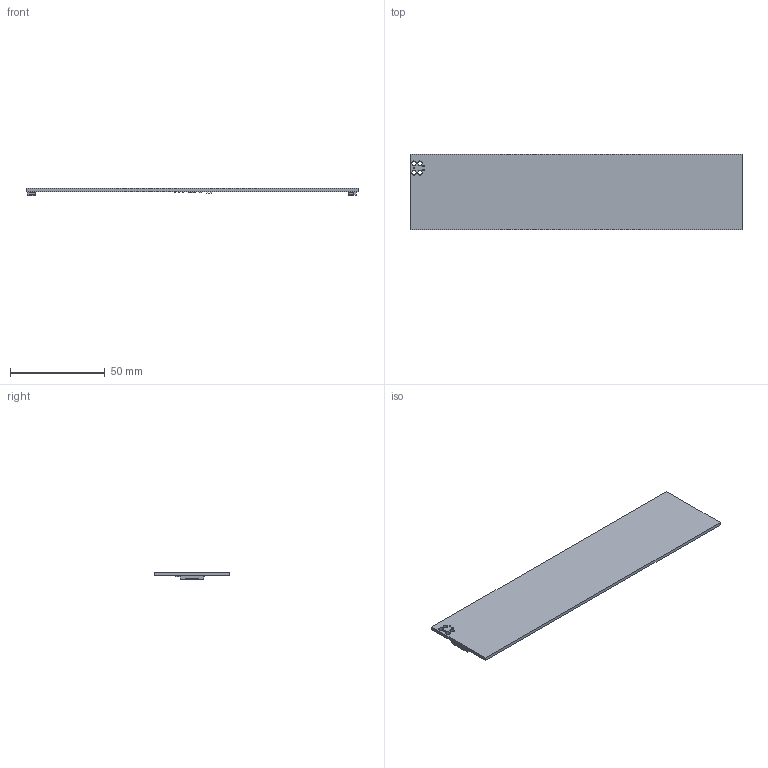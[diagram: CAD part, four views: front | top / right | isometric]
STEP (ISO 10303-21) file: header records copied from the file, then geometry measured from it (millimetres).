
FILE_DESCRIPTION(('Open CASCADE Model'),'2;1');
FILE_NAME('Open CASCADE Shape Model','2019-07-03T22:24:18',('Author'),( 'Open CASCADE'),'Open CASCADE STEP processor 6.8','Open CASCADE 6.8' ,'Unknown');
FILE_SCHEMA(('AUTOMOTIVE_DESIGN { 1 0 10303 214 1 1 1 1 }'));
Length unit declared in the file: millimetre
Products named in the file (50): PCB; Board; Open CASCADE STEP translator 6.8 2.1.1; R9; 6149467456; Extruded; 6149467216; R8; 6149471056; 6149470656; R7; R6; R5; R4; R3; J2; 68711214022; 6871xx14022_PIN; 6871xx14022_Patte; 6871xx14022_Patte_2; 68711214022_CAP; J1; R2; 5877962032; Mid_Body; Terminal; Open_CASCADE_STEP_translator_6.8_2.2.1; Mark; R1; 5877970912; IC1; 5877966112; Body; ThermalPin; PinsArrayLR; PinsArrayTB; C2; 6149468496; 6149469136; C1
Assembly tree (84 placements, depth 5):
  PCB
    Board
      Open CASCADE STEP translator 6.8 2.1.1
    R9
      6149467456  x2
        Extruded
      6149467216
        Extruded
    R8
      6149471056  x2
        Extruded
      6149470656
        Extruded
    R7
      6149467456  x2
        Extruded
      6149467216
        Extruded
    R6
      6149471056  x2
        Extruded
      6149470656
        Extruded
    R5
      6149471056  x2
        Extruded
      6149470656
        Extruded
    R4
      6149471056  x2
        Extruded
      6149470656
        Extruded
    R3
      6149471056  x2
        Extruded
      6149470656
        Extruded
    J2
      68711214022
        68711214022
        6871xx14022_PIN  x12
        6871xx14022_Patte
        6871xx14022_Patte_2
        68711214022_CAP
    J1
      68711214022
        68711214022
        6871xx14022_PIN  x12
        6871xx14022_Patte
        6871xx14022_Patte_2
        68711214022_CAP
    R2
      5877962032
        Mid_Body
        Terminal  x2
          Open_CASCADE_STEP_translator_6.8_2.2.1
        Mark
    R1
      5877970912
Bounding box: 175 x 40 x 3.72 mm (x, y, z)
Volume: 11516.2 mm3; surface area: 15889.5 mm2
Topology: 90 solids, 90 shells, 1745 faces, 4836 edges, 3180 vertices
Faces by surface type: plane 1635, cylinder 110
Full cylindrical faces by diameter (mm): 0.5 x1, 0.889 x3, 2.362 x4
Entity records: 22113 total; most frequent: CARTESIAN_POINT 3738, ORIENTED_EDGE 3618, DIRECTION 3425, EDGE_CURVE 1809, LINE 1683, VECTOR 1683, VERTEX_POINT 1184, AXIS2_PLACEMENT_3D 871
